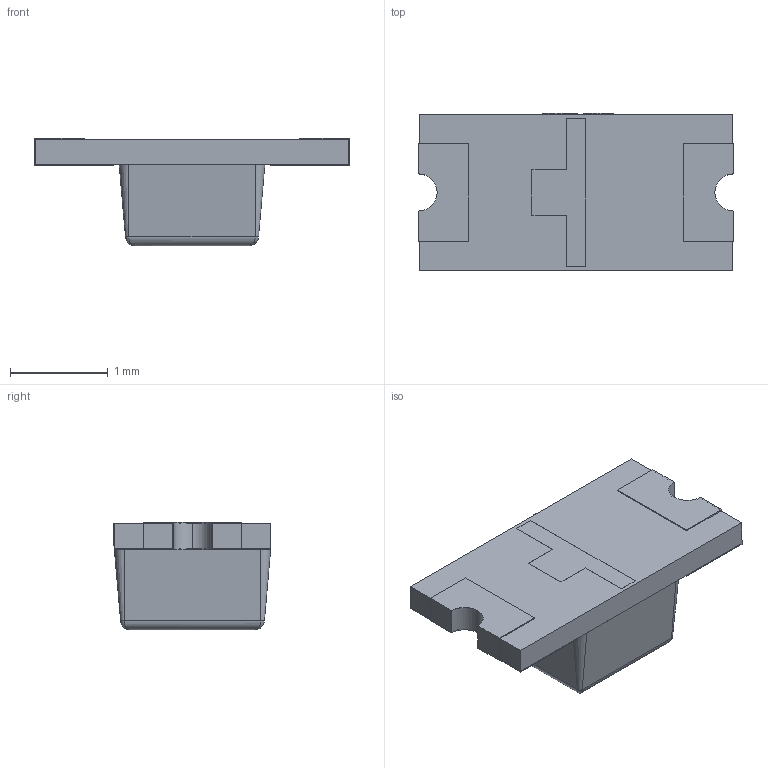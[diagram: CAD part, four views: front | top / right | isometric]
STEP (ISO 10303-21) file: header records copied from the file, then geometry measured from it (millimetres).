
FILE_DESCRIPTION (( 'STEP AP214' ), '1' );
FILE_NAME ('LED1206-RD_GREEN-23-21-G6C-BL2N1B-2A.STEP', '2023-09-21T15:28:13', ( '' ), ( '' ), 'SwSTEP 2.0', 'SolidWorks 2020', '' );
FILE_SCHEMA (( 'AUTOMOTIVE_DESIGN' ));
Length unit declared in the file: millimetre
Products named in the file (1): LED1206-RD_GREEN-23-21-G6C-BL2N1B-2A
Bounding box: 3.22 x 1.61 x 1.1 mm (x, y, z)
Volume: 3.1 mm3; surface area: 30 mm2
Topology: 4 solids, 4 shells, 307 faces, 822 edges, 540 vertices
Faces by surface type: plane 186, bspline 102, cylinder 15, cone 4
Entity records: 13763 total; most frequent: CARTESIAN_POINT 3404, ORIENTED_EDGE 1636, DIRECTION 1044, EDGE_CURVE 818, LINE 580, VECTOR 580, VERTEX_POINT 540, EDGE_LOOP 328
